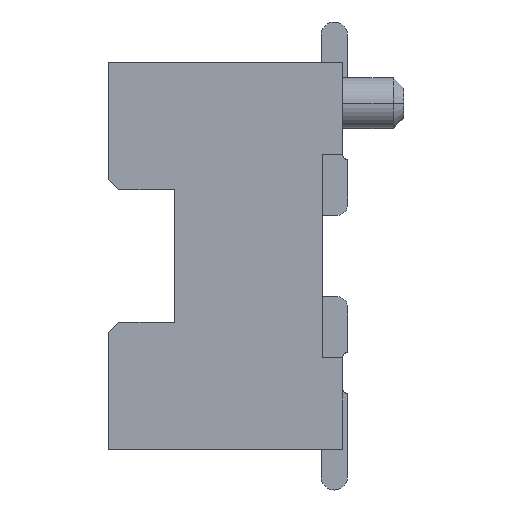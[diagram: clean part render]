
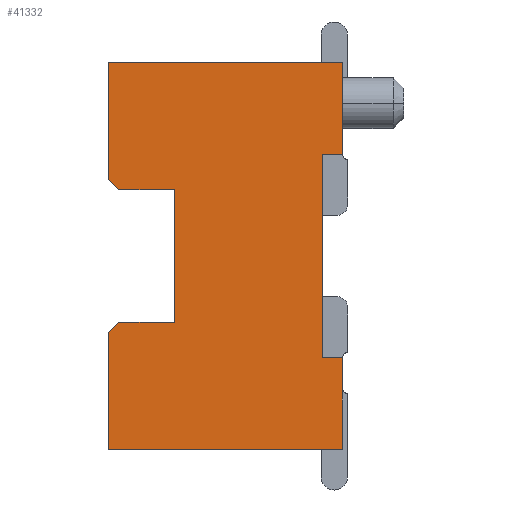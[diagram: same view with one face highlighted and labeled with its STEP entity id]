
A CAD part, left-side view. The second image highlights one B-rep face of the part: STEP entity #41332.
In plain terms, the highlighted planar face has unit normal (-1, 0, 0).
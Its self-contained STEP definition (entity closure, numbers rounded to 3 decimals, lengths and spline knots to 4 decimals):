
#9=DIRECTION('',(0.,0.,1.));
#10=VECTOR('',#9,0.9);
#11=CARTESIAN_POINT('',(-7.35,0.,1.));
#12=LINE('',#11,#10);
#29=DIRECTION('',(0.,0.,1.));
#30=VECTOR('',#29,0.9);
#31=CARTESIAN_POINT('',(-7.35,0.,-1.9));
#32=LINE('',#31,#30);
#97=DIRECTION('',(0.,1.,0.));
#98=VECTOR('',#97,2.3);
#99=CARTESIAN_POINT('',(-7.35,0.,1.9));
#100=LINE('',#99,#98);
#6297=DIRECTION('',(0.,0.,1.));
#6298=VECTOR('',#6297,1.15);
#6299=CARTESIAN_POINT('',(-7.35,2.3,0.75));
#6300=LINE('',#6299,#6298);
#6329=DIRECTION('',(0.,0.,1.));
#6330=VECTOR('',#6329,1.15);
#6331=CARTESIAN_POINT('',(-7.35,2.3,-1.9));
#6332=LINE('',#6331,#6330);
#7249=DIRECTION('',(0.,0.707,-0.707));
#7250=VECTOR('',#7249,0.1414);
#7251=CARTESIAN_POINT('',(-7.35,2.2,-0.65));
#7252=LINE('',#7251,#7250);
#7253=DIRECTION('',(0.,-1.,0.));
#7254=VECTOR('',#7253,0.55);
#7255=CARTESIAN_POINT('',(-7.35,2.2,-0.65));
#7256=LINE('',#7255,#7254);
#7257=DIRECTION('',(0.,0.,-1.));
#7258=VECTOR('',#7257,1.3);
#7259=CARTESIAN_POINT('',(-7.35,1.65,0.65));
#7260=LINE('',#7259,#7258);
#7261=DIRECTION('',(0.,-1.,0.));
#7262=VECTOR('',#7261,0.55);
#7263=CARTESIAN_POINT('',(-7.35,2.2,0.65));
#7264=LINE('',#7263,#7262);
#7265=DIRECTION('',(0.,-0.707,-0.707));
#7266=VECTOR('',#7265,0.1414);
#7267=CARTESIAN_POINT('',(-7.35,2.3,0.75));
#7268=LINE('',#7267,#7266);
#7269=DIRECTION('',(0.,1.,0.));
#7270=VECTOR('',#7269,0.2);
#7271=CARTESIAN_POINT('',(-7.35,0.,1.));
#7272=LINE('',#7271,#7270);
#7273=DIRECTION('',(0.,0.,1.));
#7274=VECTOR('',#7273,2.);
#7275=CARTESIAN_POINT('',(-7.35,0.2,-1.));
#7276=LINE('',#7275,#7274);
#7277=DIRECTION('',(0.,1.,0.));
#7278=VECTOR('',#7277,0.2);
#7279=CARTESIAN_POINT('',(-7.35,0.,-1.));
#7280=LINE('',#7279,#7278);
#7281=DIRECTION('',(0.,1.,0.));
#7282=VECTOR('',#7281,2.3);
#7283=CARTESIAN_POINT('',(-7.35,0.,-1.9));
#7284=LINE('',#7283,#7282);
#27669=CARTESIAN_POINT('',(-7.35,2.3,1.9));
#27671=VERTEX_POINT('',#27669);
#27674=CARTESIAN_POINT('',(-7.35,2.3,-1.9));
#27676=VERTEX_POINT('',#27674);
#27677=CARTESIAN_POINT('',(-7.35,0.,-1.9));
#27678=VERTEX_POINT('',#27677);
#27679=CARTESIAN_POINT('',(-7.35,0.,1.9));
#27680=VERTEX_POINT('',#27679);
#27713=CARTESIAN_POINT('',(-7.35,0.,1.));
#27714=VERTEX_POINT('',#27713);
#27715=CARTESIAN_POINT('',(-7.35,0.,-1.));
#27717=VERTEX_POINT('',#27715);
#27733=CARTESIAN_POINT('',(-7.35,0.2,-1.));
#27734=CARTESIAN_POINT('',(-7.35,0.2,1.));
#27735=VERTEX_POINT('',#27733);
#27736=VERTEX_POINT('',#27734);
#27781=CARTESIAN_POINT('',(-7.35,1.65,0.65));
#27782=CARTESIAN_POINT('',(-7.35,1.65,-0.65));
#27783=VERTEX_POINT('',#27781);
#27784=VERTEX_POINT('',#27782);
#32597=CARTESIAN_POINT('',(-7.35,2.2,-0.65));
#32598=CARTESIAN_POINT('',(-7.35,2.3,-0.75));
#32599=VERTEX_POINT('',#32597);
#32600=VERTEX_POINT('',#32598);
#32657=CARTESIAN_POINT('',(-7.35,2.3,0.75));
#32658=CARTESIAN_POINT('',(-7.35,2.2,0.65));
#32659=VERTEX_POINT('',#32657);
#32660=VERTEX_POINT('',#32658);
#41307=CARTESIAN_POINT('',(-7.35,0.,-1.9));
#41308=DIRECTION('',(-1.,0.,0.));
#41309=DIRECTION('',(0.,0.,1.));
#41310=AXIS2_PLACEMENT_3D('',#41307,#41308,#41309);
#41311=PLANE('',#41310);
#41312=ORIENTED_EDGE('',*,*,#41298,.F.);
#41313=ORIENTED_EDGE('',*,*,#41274,.T.);
#41314=ORIENTED_EDGE('',*,*,#41154,.F.);
#41316=ORIENTED_EDGE('',*,*,#41315,.F.);
#41318=ORIENTED_EDGE('',*,*,#41317,.F.);
#41319=ORIENTED_EDGE('',*,*,#40148,.T.);
#41320=ORIENTED_EDGE('',*,*,#36379,.F.);
#41321=ORIENTED_EDGE('',*,*,#36286,.F.);
#41323=ORIENTED_EDGE('',*,*,#41322,.T.);
#41324=ORIENTED_EDGE('',*,*,#36882,.F.);
#41326=ORIENTED_EDGE('',*,*,#41325,.F.);
#41327=ORIENTED_EDGE('',*,*,#36310,.F.);
#41328=ORIENTED_EDGE('',*,*,#38057,.T.);
#41329=ORIENTED_EDGE('',*,*,#40172,.T.);
#41330=EDGE_LOOP('',(#41312,#41313,#41314,#41316,#41318,#41319,#41320,#41321,
#41323,#41324,#41326,#41327,#41328,#41329));
#41331=FACE_OUTER_BOUND('',#41330,.F.);
#36286=EDGE_CURVE('',#27714,#27680,#12,.T.);
#36310=EDGE_CURVE('',#27678,#27717,#32,.T.);
#36379=EDGE_CURVE('',#27680,#27671,#100,.T.);
#36882=EDGE_CURVE('',#27735,#27736,#7276,.T.);
#38057=EDGE_CURVE('',#27678,#27676,#7284,.T.);
#40148=EDGE_CURVE('',#32659,#27671,#6300,.T.);
#40172=EDGE_CURVE('',#27676,#32600,#6332,.T.);
#41154=EDGE_CURVE('',#27783,#27784,#7260,.T.);
#41274=EDGE_CURVE('',#32599,#27784,#7256,.T.);
#41298=EDGE_CURVE('',#32599,#32600,#7252,.T.);
#41315=EDGE_CURVE('',#32660,#27783,#7264,.T.);
#41317=EDGE_CURVE('',#32659,#32660,#7268,.T.);
#41322=EDGE_CURVE('',#27714,#27736,#7272,.T.);
#41325=EDGE_CURVE('',#27717,#27735,#7280,.T.);
#41332=ADVANCED_FACE('',(#41331),#41311,.T.);
